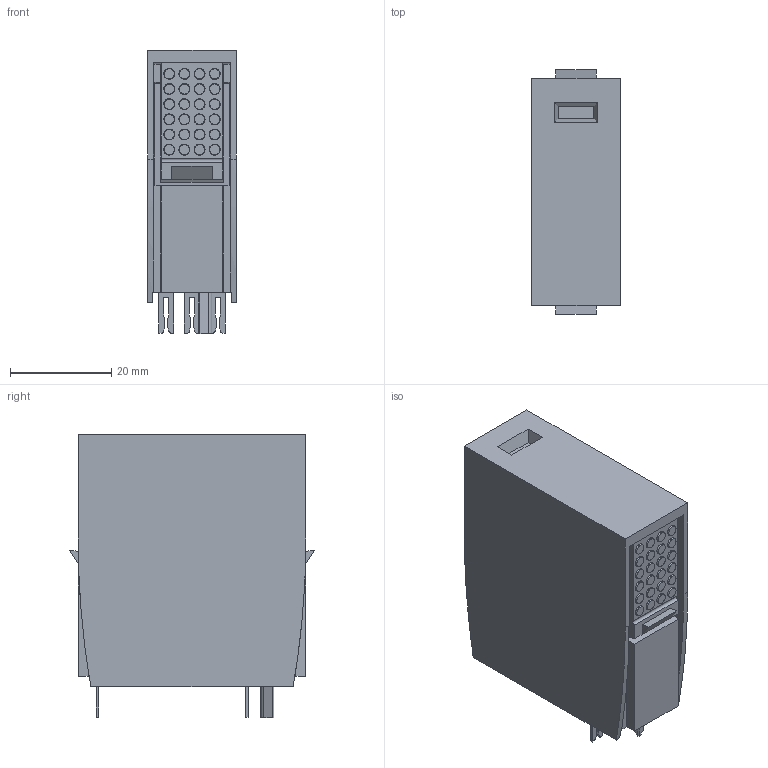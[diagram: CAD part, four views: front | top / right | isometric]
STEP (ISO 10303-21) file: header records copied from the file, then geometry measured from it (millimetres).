
FILE_DESCRIPTION((''),'2;1');
FILE_NAME('CAD-7063','2020-09-07T10:33:56',('creinig-se'),(''),'CREO PARAMETRIC BY PTC INC, 2019292','CREO PARAMETRIC BY PTC INC, 2019292','');
FILE_SCHEMA(('CONFIG_CONTROL_DESIGN','SHAPE_APPEARANCE_LAYERS_GROUPS'));
Length unit declared in the file: millimetre
Products named in the file (1): CAD-7063
Bounding box: 17.5 x 48.43 x 56.1 mm (x, y, z)
Volume: 36913.9 mm3; surface area: 9176.7 mm2
Topology: 1 solids, 1 shells, 271 faces, 864 edges, 648 vertices
Faces by surface type: plane 160, cone 96, cylinder 13, extrusion 2
Entity records: 12859 total; most frequent: CARTESIAN_POINT 1957, DIRECTION 1799, ORIENTED_EDGE 1728, PRESENTATION_STYLE_ASSIGNMENT 867, STYLED_ITEM 866, CURVE_STYLE 865, EDGE_CURVE 864, AXIS2_PLACEMENT_3D 692
